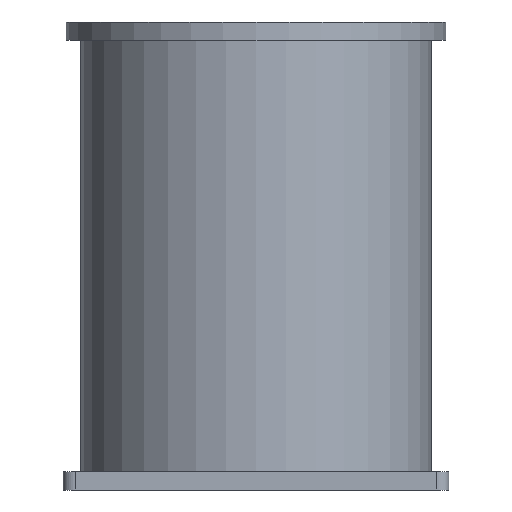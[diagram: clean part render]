
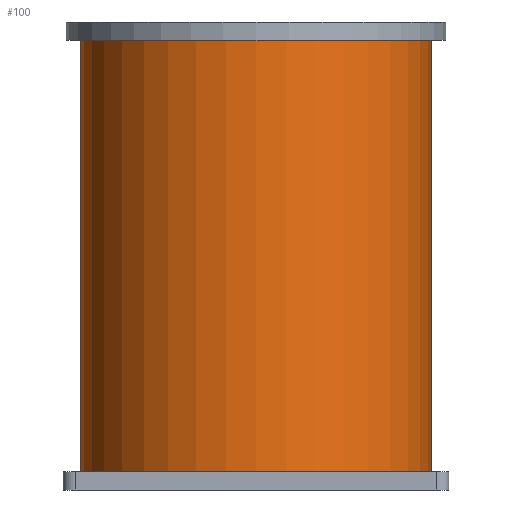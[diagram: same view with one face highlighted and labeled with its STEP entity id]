
A CAD part, front view. The second image highlights one B-rep face of the part: STEP entity #100.
In plain terms, the highlighted cylindrical face has radius 14.285 mm (diameter 28.57 mm), a full revolution.
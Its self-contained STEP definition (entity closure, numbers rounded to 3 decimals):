
#59=CARTESIAN_POINT('',(0.,0.,35.2));
#60=DIRECTION('',(0.,0.,-1.));
#61=DIRECTION('',(-1.,0.,0.));
#62=AXIS2_PLACEMENT_3D('',#59,#60,#61);
#63=CYLINDRICAL_SURFACE('',#62,14.285);
#64=CARTESIAN_POINT('',(-14.285,-0.,0.));
#65=VERTEX_POINT('',#64);
#66=CARTESIAN_POINT('',(-14.285,0.,35.2));
#67=VERTEX_POINT('',#66);
#68=CARTESIAN_POINT('',(-14.285,0.,0.));
#69=DIRECTION('',(-0.,-0.,1.));
#70=VECTOR('',#69,35.2);
#71=LINE('',#68,#70);
#72=EDGE_CURVE('',#65,#67,#71,.T.);
#73=ORIENTED_EDGE('',*,*,#72,.T.);
#74=CARTESIAN_POINT('',(14.285,-0.,35.2));
#75=VERTEX_POINT('',#74);
#76=CARTESIAN_POINT('',(0.,0.,35.2));
#77=DIRECTION('',(0.,0.,1.));
#78=DIRECTION('',(1.,0.,-0.));
#79=AXIS2_PLACEMENT_3D('',#76,#77,#78);
#80=CIRCLE('',#79,14.285);
#81=EDGE_CURVE('',#75,#67,#80,.T.);
#82=ORIENTED_EDGE('',*,*,#81,.F.);
#83=CARTESIAN_POINT('',(0.,0.,35.2));
#84=DIRECTION('',(0.,0.,1.));
#85=DIRECTION('',(1.,0.,-0.));
#86=AXIS2_PLACEMENT_3D('',#83,#84,#85);
#87=CIRCLE('',#86,14.285);
#88=EDGE_CURVE('',#67,#75,#87,.T.);
#89=ORIENTED_EDGE('',*,*,#88,.F.);
#90=ORIENTED_EDGE('',*,*,#72,.F.);
#91=CARTESIAN_POINT('',(0.,0.,0.));
#92=DIRECTION('',(0.,0.,-1.));
#93=DIRECTION('',(-1.,0.,0.));
#94=AXIS2_PLACEMENT_3D('',#91,#92,#93);
#95=CIRCLE('',#94,14.285);
#96=EDGE_CURVE('',#65,#65,#95,.T.);
#97=ORIENTED_EDGE('',*,*,#96,.F.);
#98=EDGE_LOOP('',(#73,#82,#89,#90,#97));
#99=FACE_BOUND('',#98,.T.);
#100=ADVANCED_FACE('',(#99),#63,.T.);
